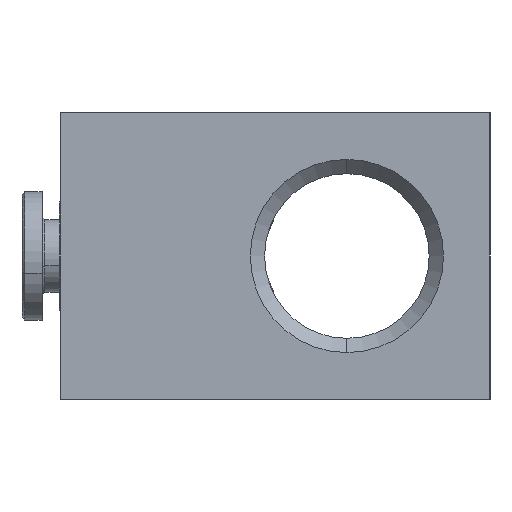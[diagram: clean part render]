
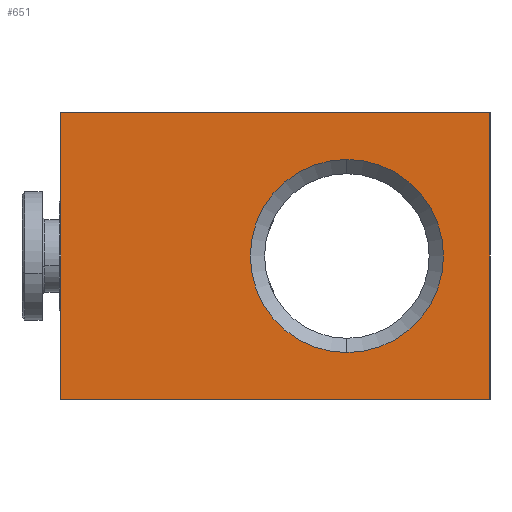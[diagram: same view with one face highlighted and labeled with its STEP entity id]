
A CAD part, left-side view. The second image highlights one B-rep face of the part: STEP entity #651.
In plain terms, the highlighted planar face has unit normal (-1, 0, 0).
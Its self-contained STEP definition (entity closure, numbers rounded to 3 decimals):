
#24 = EDGE_CURVE ( 'NONE', #91, #25, #1038, .T. ) ;
#25 = VERTEX_POINT ( 'NONE', #1034 ) ;
#91 = VERTEX_POINT ( 'NONE', #903 ) ;
#574 = EDGE_CURVE ( 'NONE', #575, #91, #2139, .T. ) ;
#575 = VERTEX_POINT ( 'NONE', #2135 ) ;
#632 = EDGE_CURVE ( 'NONE', #25, #677, #2214, .T. ) ;
#651 = ADVANCED_FACE ( 'NONE', ( #2185, #2181 ), #2180, .F. ) ;
#652 = EDGE_LOOP ( 'NONE', ( #710, #712 ) ) ;
#677 = VERTEX_POINT ( 'NONE', #2249 ) ;
#710 = ORIENTED_EDGE ( 'NONE', *, *, #711, .F. ) ;
#711 = EDGE_CURVE ( 'NONE', #3367, #3357, #2362, .T. ) ;
#712 = ORIENTED_EDGE ( 'NONE', *, *, #3368, .F. ) ;
#713 = EDGE_LOOP ( 'NONE', ( #714, #715, #716, #717 ) ) ;
#714 = ORIENTED_EDGE ( 'NONE', *, *, #574, .F. ) ;
#715 = ORIENTED_EDGE ( 'NONE', *, *, #857, .F. ) ;
#716 = ORIENTED_EDGE ( 'NONE', *, *, #632, .F. ) ;
#717 = ORIENTED_EDGE ( 'NONE', *, *, #24, .F. ) ;
#857 = EDGE_CURVE ( 'NONE', #677, #575, #2696, .T. ) ;
#903 = CARTESIAN_POINT ( 'NONE',  ( -41.5, 15., -10. ) ) ;
#1034 = CARTESIAN_POINT ( 'NONE',  ( -41.5, 15., 10. ) ) ;
#1035 = DIRECTION ( 'NONE',  ( 0., 0., 1. ) ) ;
#1036 = VECTOR ( 'NONE', #1035, 1000. ) ;
#1037 = CARTESIAN_POINT ( 'NONE',  ( -41.5, 15., 10. ) ) ;
#1038 = LINE ( 'NONE', #1037, #1036 ) ;
#2135 = CARTESIAN_POINT ( 'NONE',  ( -41.5, -15., -10. ) ) ;
#2136 = DIRECTION ( 'NONE',  ( 0., 1., 0. ) ) ;
#2137 = VECTOR ( 'NONE', #2136, 1000. ) ;
#2138 = CARTESIAN_POINT ( 'NONE',  ( -41.5, 15., -10. ) ) ;
#2139 = LINE ( 'NONE', #2138, #2137 ) ;
#2175 = DIRECTION ( 'NONE',  ( 0., 0., -1. ) ) ;
#2176 = DIRECTION ( 'NONE',  ( 1., 0., 0. ) ) ;
#2177 = CARTESIAN_POINT ( 'NONE',  ( -41.5, -15., -10. ) ) ;
#2179 = AXIS2_PLACEMENT_3D ( 'NONE', #2177, #2176, #2175 ) ;
#2180 = PLANE ( 'NONE',  #2179 ) ;
#2181 = FACE_OUTER_BOUND ( 'NONE', #713, .T. ) ;
#2185 = FACE_BOUND ( 'NONE', #652, .T. ) ;
#2211 = DIRECTION ( 'NONE',  ( 0., -1., 0. ) ) ;
#2212 = VECTOR ( 'NONE', #2211, 1000. ) ;
#2213 = CARTESIAN_POINT ( 'NONE',  ( -41.5, 15., 10. ) ) ;
#2214 = LINE ( 'NONE', #2213, #2212 ) ;
#2249 = CARTESIAN_POINT ( 'NONE',  ( -41.5, -15., 10. ) ) ;
#2359 = DIRECTION ( 'NONE',  ( 0., 0., 1. ) ) ;
#2360 = DIRECTION ( 'NONE',  ( -1., 0., 0. ) ) ;
#2361 = AXIS2_PLACEMENT_3D ( 'NONE', #2511, #2360, #2359 ) ;
#2362 = CIRCLE ( 'NONE', #2361, 6.75 ) ;
#2511 = CARTESIAN_POINT ( 'NONE',  ( -41.5, -5., 0. ) ) ;
#2600 = DIRECTION ( 'NONE',  ( 0., 0., -1. ) ) ;
#2601 = VECTOR ( 'NONE', #2600, 1000. ) ;
#2692 = CARTESIAN_POINT ( 'NONE',  ( -41.5, -15., 10. ) ) ;
#2696 = LINE ( 'NONE', #2692, #2601 ) ;
#3091 = DIRECTION ( 'NONE',  ( 0., 0., 1. ) ) ;
#3092 = DIRECTION ( 'NONE',  ( -1., 0., 0. ) ) ;
#3093 = CARTESIAN_POINT ( 'NONE',  ( -41.5, -5., 0. ) ) ;
#3094 = AXIS2_PLACEMENT_3D ( 'NONE', #3093, #3092, #3091 ) ;
#3095 = CIRCLE ( 'NONE', #3094, 6.75 ) ;
#3096 = CARTESIAN_POINT ( 'NONE',  ( -41.5, -5., 6.75 ) ) ;
#3156 = CARTESIAN_POINT ( 'NONE',  ( -41.5, -5., -6.75 ) ) ;
#3357 = VERTEX_POINT ( 'NONE', #3156 ) ;
#3367 = VERTEX_POINT ( 'NONE', #3096 ) ;
#3368 = EDGE_CURVE ( 'NONE', #3357, #3367, #3095, .T. ) ;
